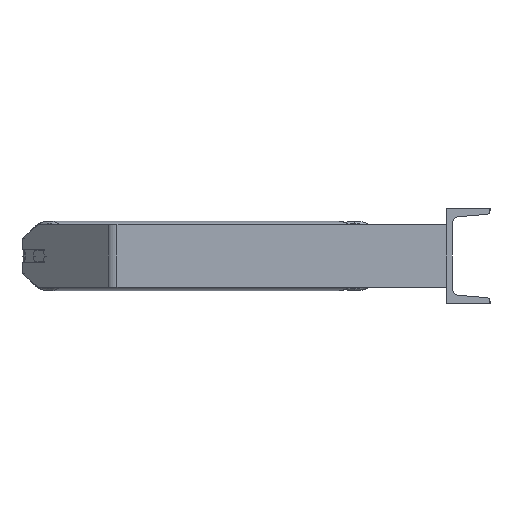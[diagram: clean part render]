
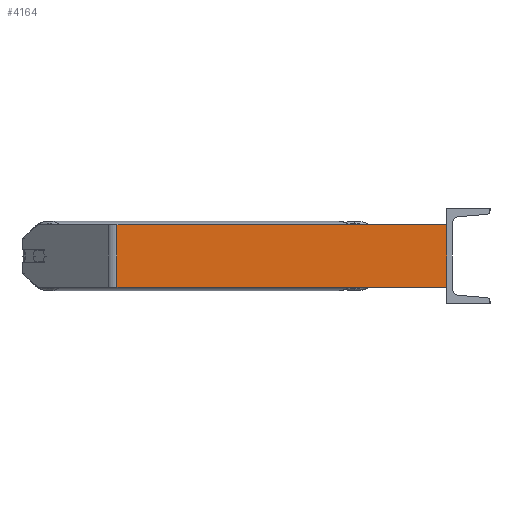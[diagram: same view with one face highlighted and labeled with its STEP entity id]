
A CAD part, left-side view. The second image highlights one B-rep face of the part: STEP entity #4164.
In plain terms, the highlighted planar face has unit normal (-1, 0, 0).
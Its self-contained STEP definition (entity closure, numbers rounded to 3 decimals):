
#196 = EDGE_CURVE ( 'NONE', #7966, #7401, #4899, .T. ) ;
#217 = ORIENTED_EDGE ( 'NONE', *, *, #3305, .T. ) ;
#295 = DIRECTION ( 'NONE',  ( 1., 0., 0. ) ) ;
#927 = DIRECTION ( 'NONE',  ( 0., 0., -1. ) ) ;
#2474 = VERTEX_POINT ( 'NONE', #6715 ) ;
#2500 = CARTESIAN_POINT ( 'NONE',  ( -785., 426.202, 40. ) ) ;
#2740 = DIRECTION ( 'NONE',  ( 0., 0., -1. ) ) ;
#3043 = DIRECTION ( 'NONE',  ( 0., 1., 0. ) ) ;
#3114 = CARTESIAN_POINT ( 'NONE',  ( -785., 419.575, -40. ) ) ;
#3124 = LINE ( 'NONE', #2500, #5492 ) ;
#3285 = LINE ( 'NONE', #6906, #4427 ) ;
#3290 = CARTESIAN_POINT ( 'NONE',  ( -785., 426.202, -40. ) ) ;
#3305 = EDGE_CURVE ( 'NONE', #2474, #8264, #3285, .T. ) ;
#3330 = LINE ( 'NONE', #3290, #7416 ) ;
#3681 = FACE_OUTER_BOUND ( 'NONE', #7473, .T. ) ;
#3824 = ORIENTED_EDGE ( 'NONE', *, *, #6204, .F. ) ;
#4164 = ADVANCED_FACE ( 'NONE', ( #3681 ), #6475, .F. ) ;
#4278 = AXIS2_PLACEMENT_3D ( 'NONE', #4519, #295, #3043 ) ;
#4427 = VECTOR ( 'NONE', #2740, 1000. ) ;
#4519 = CARTESIAN_POINT ( 'NONE',  ( -785., 426.202, 40. ) ) ;
#4707 = CARTESIAN_POINT ( 'NONE',  ( -785., 0., 40. ) ) ;
#4899 = LINE ( 'NONE', #6302, #7326 ) ;
#5051 = EDGE_CURVE ( 'NONE', #8264, #7401, #3330, .T. ) ;
#5245 = DIRECTION ( 'NONE',  ( 0., -1., 0. ) ) ;
#5492 = VECTOR ( 'NONE', #5245, 1000. ) ;
#5728 = ORIENTED_EDGE ( 'NONE', *, *, #5051, .T. ) ;
#6204 = EDGE_CURVE ( 'NONE', #2474, #7966, #3124, .T. ) ;
#6302 = CARTESIAN_POINT ( 'NONE',  ( -785., 0., 40. ) ) ;
#6475 = PLANE ( 'NONE',  #4278 ) ;
#6715 = CARTESIAN_POINT ( 'NONE',  ( -785., 419.575, 40. ) ) ;
#6906 = CARTESIAN_POINT ( 'NONE',  ( -785., 419.575, 40. ) ) ;
#7326 = VECTOR ( 'NONE', #927, 1000. ) ;
#7401 = VERTEX_POINT ( 'NONE', #8823 ) ;
#7416 = VECTOR ( 'NONE', #7493, 1000. ) ;
#7473 = EDGE_LOOP ( 'NONE', ( #5728, #8494, #3824, #217 ) ) ;
#7493 = DIRECTION ( 'NONE',  ( 0., -1., 0. ) ) ;
#7966 = VERTEX_POINT ( 'NONE', #4707 ) ;
#8264 = VERTEX_POINT ( 'NONE', #3114 ) ;
#8494 = ORIENTED_EDGE ( 'NONE', *, *, #196, .F. ) ;
#8823 = CARTESIAN_POINT ( 'NONE',  ( -785., 0., -40. ) ) ;
